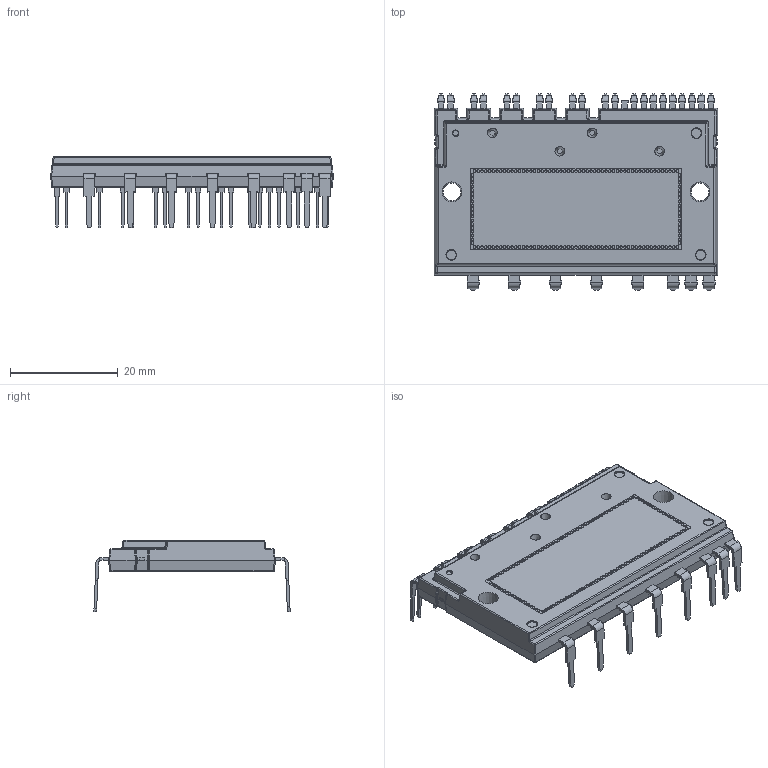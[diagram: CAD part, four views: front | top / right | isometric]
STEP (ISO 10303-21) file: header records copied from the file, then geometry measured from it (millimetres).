
FILE_DESCRIPTION(/* description */ (''),/* implementation_level */ '2;1');
FILE_NAME(/* name */ '1.stp',/* time_stamp */ '2025-09-25T14:38:43+05:30',/* author */ ('sivamani'),/* organization */ (''),/* preprocessor_version */ 'ST-DEVELOPER v19.2',/* originating_system */ 'AutoCAD Mechanical',/* authorisation */ '');
FILE_SCHEMA (('AUTOMOTIVE_DESIGN { 1 0 10303 214 3 1 1 }'));
Length unit declared in the file: millimetre
Products named in the file (1): Product
Bounding box: 52.5 x 36.4 x 13.2 mm (x, y, z)
Volume: 8828.7 mm3; surface area: 9654.2 mm2
Topology: 47 solids, 47 shells, 1683 faces, 3907 edges, 2482 vertices
Faces by surface type: plane 1001, cylinder 382, torus 156, bspline 90, sphere 44, cone 10
Full cylindrical faces by diameter (mm): 0.5 x148, 0.69 x1, 1.2 x6, 1.42 x1, 2 x6, 2.5 x4
Entity records: 48711 total; most frequent: CARTESIAN_POINT 9599, DIRECTION 8367, ORIENTED_EDGE 7806, EDGE_CURVE 3903, AXIS2_PLACEMENT_3D 2926, LINE 2515, VECTOR 2515, VERTEX_POINT 2482
